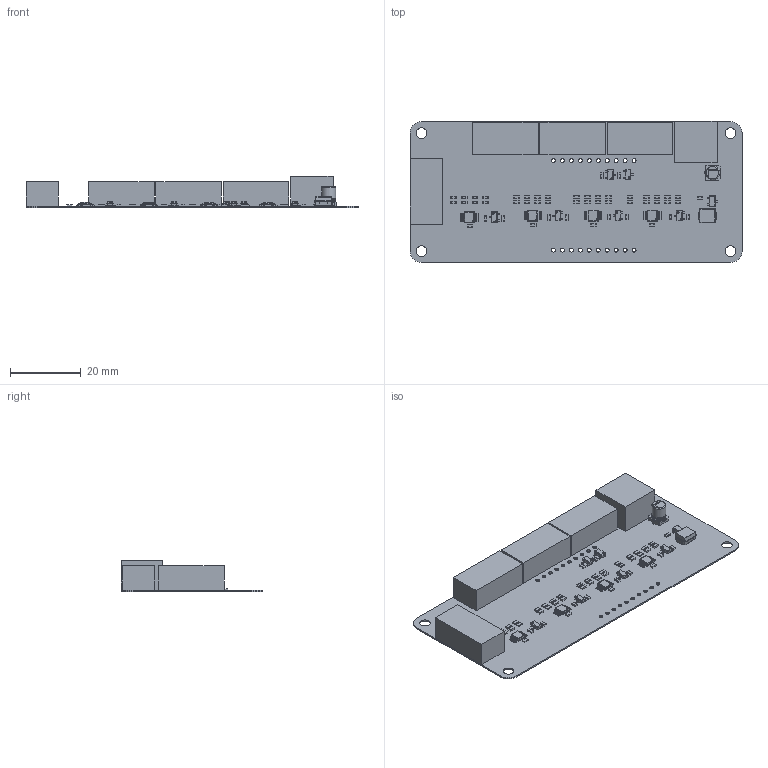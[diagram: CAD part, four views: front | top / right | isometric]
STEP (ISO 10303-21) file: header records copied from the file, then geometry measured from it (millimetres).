
FILE_DESCRIPTION(('Open CASCADE Model'),'2;1');
FILE_NAME('Open CASCADE Shape Model','2024-10-02T13:55:55',('Author'),( 'Open CASCADE'),'Open CASCADE STEP processor 7.5','Open CASCADE 7.5' ,'Unknown');
FILE_SCHEMA(('AUTOMOTIVE_DESIGN { 1 0 10303 214 1 1 1 1 }'));
Length unit declared in the file: millimetre
Products named in the file (127): PCB; Board; Open CASCADE STEP translator 7.5 2.1.1; R29; 6879350416; Mid Body; Terminal; Open CASCADE STEP translator 7.5 12.2.1; Mark; R28; 6879348736; R27; R26; R25; 6879348496; R24; Q7; Trans_Alpha_&_Omega_Semiconductor_AO3400A_eec; 1; 2; Alpha & Omega Logo; J4; 7033710800; Extruded; C21; 7033718800; 7033718640; C20; C19; C18; C17; ADC4; 6879347536; Open CASCADE STEP translator 7.5 2.1; Body; Open CASCADE STEP translator 7.5 2.2.1; Leader; D1; 6879346176; Open CASCADE STEP translator 7.5 14.1.1 ...
Assembly tree (235 placements, depth 5):
  PCB
    Board
      Open CASCADE STEP translator 7.5 2.1.1
    R29
      6879350416
        Mid Body
        Terminal  x2
          Open CASCADE STEP translator 7.5 12.2.1
        Mark
    R28
      6879348736
        Mid Body
        Terminal  x2
          Open CASCADE STEP translator 7.5 12.2.1
        Mark
    R27
      6879350416
        Mid Body
        Terminal  x2
          Open CASCADE STEP translator 7.5 12.2.1
        Mark
    R26
      6879348736
        Mid Body
        Terminal  x2
          Open CASCADE STEP translator 7.5 12.2.1
        Mark
    R25
      6879348496
        Mid Body
        Terminal  x2
          Open CASCADE STEP translator 7.5 12.2.1
        Mark
    R24
      6879348496
        Mid Body
        Terminal  x2
          Open CASCADE STEP translator 7.5 12.2.1
        Mark
    Q7
      Trans_Alpha_&_Omega_Semiconductor_AO3400A_eec
        1
        2
        Alpha & Omega Logo
    J4
      7033710800
        Extruded
    C21
      7033718800
        Extruded
      7033718640  x2
        Extruded
    C20
      7033718800
        Extruded
      7033718640  x2
        Extruded
    C19
      7033718800
        Extruded
Bounding box: 94.16 x 40.01 x 8.91 mm (x, y, z)
Volume: 7656.6 mm3; surface area: 12092.3 mm2
Topology: 290 solids, 294 shells, 3843 faces, 8588 edges, 5277 vertices
Faces by surface type: plane 2806, cylinder 728, bspline 200, sphere 104, torus 5
Full cylindrical faces by diameter (mm): 0.176 x6, 0.362 x4, 0.5 x4, 1.1 x42, 3 x4, 3.704 x1, 4 x2
Entity records: 32503 total; most frequent: CARTESIAN_POINT 8739, ORIENTED_EDGE 4343, DIRECTION 4278, EDGE_CURVE 2172, AXIS2_PLACEMENT_3D 1438, LINE 1402, VECTOR 1402, VERTEX_POINT 1362
